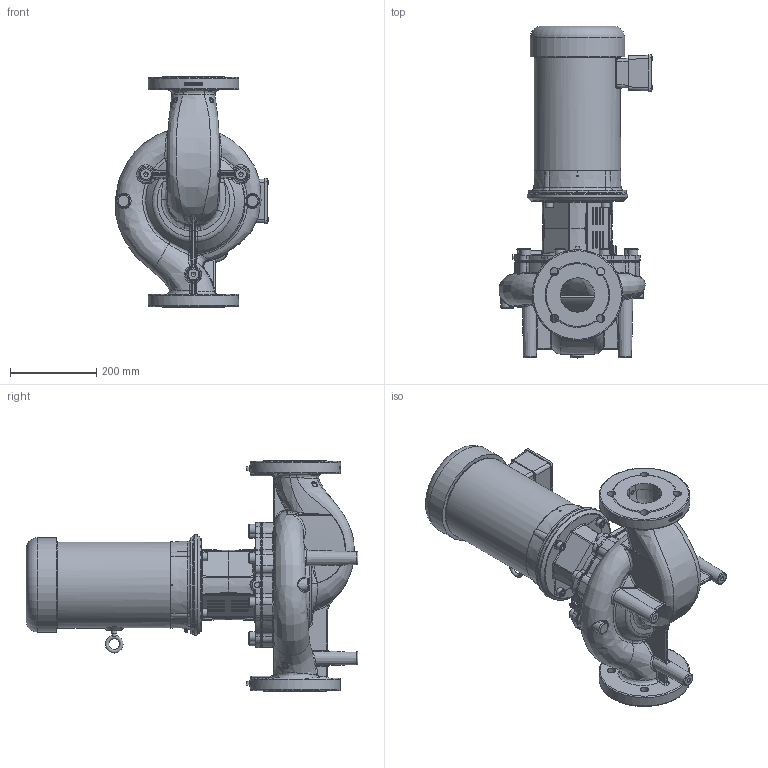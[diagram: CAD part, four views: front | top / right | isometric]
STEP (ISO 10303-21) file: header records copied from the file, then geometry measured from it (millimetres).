
FILE_DESCRIPTION(/* description */ (''),/* implementation_level */ '2;1');
FILE_NAME(/* name */ '2760814 - PUMP IL3-60_380-4-S1E 460V_3_60 TEFC_Shrinkwrap_1.stp',/* time_stamp */ '2022-03-24T16:14:30-05:00',/* author */ ('faliszekte'),/* organization */ (''),/* preprocessor_version */ 'ST-DEVELOPER v18.1',/* originating_system */ 'Autodesk Inventor 2021',/* authorisation */ '');
FILE_SCHEMA (('AUTOMOTIVE_DESIGN { 1 0 10303 214 3 1 1 }'));
Length unit declared in the file: inch
Products named in the file (1): 2760814 - PUMP IL3-60_380-4-S1E 460V_3_60 TEFC_Shrinkwrap_1
Bounding box: 356.09 x 768.2 x 533.4 mm (x, y, z)
Surface area: 1372126.1 mm2 (no closed solid volume)
Topology: 0 solids, 39 shells, 3220 faces, 8930 edges, 5743 vertices
Faces by surface type: plane 1085, cylinder 935, bspline 774, cone 291, torus 71, sphere 64
Full cylindrical faces by diameter (mm): 3.734 x1, 3.768 x1, 8.141 x10, 8.6 x2, 9 x8, 9.652 x1, 10.11 x3, 10.162 x60, 10.516 x4, 12.548 x1, 12.7 x60, 13.84 x2, 19.05 x12, 23.812 x8, 28.569 x1, 29.921 x1, 33 x1, 99.05 x1, 199.542 x1, 209.55 x2, 215.862 x1, 218.328 x1
Entity records: 195508 total; most frequent: CARTESIAN_POINT 115685, ORIENTED_EDGE 16645, DIRECTION 14664, EDGE_CURVE 8887, VERTEX_POINT 5743, AXIS2_PLACEMENT_3D 5448, LINE 3768, VECTOR 3768
